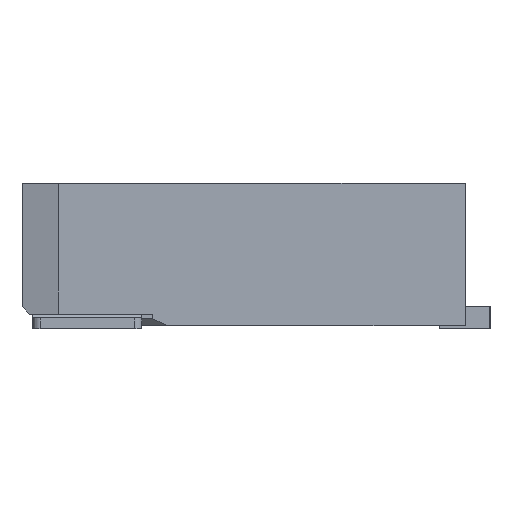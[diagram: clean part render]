
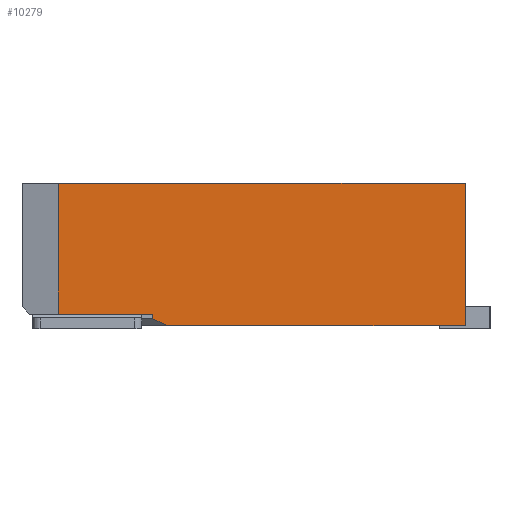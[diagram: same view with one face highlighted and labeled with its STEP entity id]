
A CAD part, left-side view. The second image highlights one B-rep face of the part: STEP entity #10279.
In plain terms, the highlighted planar face has unit normal (-1, 0, 0).
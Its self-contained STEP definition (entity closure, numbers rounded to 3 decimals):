
#49=DIRECTION('',(0.,-1.,0.));
#50=VECTOR('',#49,4.1);
#51=CARTESIAN_POINT('',(-10.875,-0.8,-0.98));
#52=LINE('',#51,#50);
#2451=DIRECTION('',(0.,0.,1.));
#2452=VECTOR('',#2451,1.96);
#2453=CARTESIAN_POINT('',(-10.875,-4.9,-0.98));
#2454=LINE('',#2453,#2452);
#2567=DIRECTION('',(0.,-1.,0.));
#2568=VECTOR('',#2567,1.3);
#2569=CARTESIAN_POINT('',(-10.875,0.7,-0.82));
#2570=LINE('',#2569,#2568);
#2571=DIRECTION('',(0.,0.,1.));
#2572=VECTOR('',#2571,1.8);
#2573=CARTESIAN_POINT('',(-10.875,0.7,-0.82));
#2574=LINE('',#2573,#2572);
#2575=DIRECTION('',(0.,-0.894,-0.447));
#2576=VECTOR('',#2575,0.224);
#2577=CARTESIAN_POINT('',(-10.875,-0.6,-0.88));
#2578=LINE('',#2577,#2576);
#2579=DIRECTION('',(0.,0.,-1.));
#2580=VECTOR('',#2579,0.06);
#2581=CARTESIAN_POINT('',(-10.875,-0.6,-0.82));
#2582=LINE('',#2581,#2580);
#2683=DIRECTION('',(0.,-1.,0.));
#2684=VECTOR('',#2683,5.6);
#2685=CARTESIAN_POINT('',(-10.875,0.7,0.98));
#2686=LINE('',#2685,#2684);
#5301=CARTESIAN_POINT('',(-10.875,0.7,0.98));
#5302=CARTESIAN_POINT('',(-10.875,-4.9,0.98));
#5303=VERTEX_POINT('',#5301);
#5304=VERTEX_POINT('',#5302);
#5313=CARTESIAN_POINT('',(-10.875,-4.9,-0.98));
#5314=VERTEX_POINT('',#5313);
#6237=CARTESIAN_POINT('',(-10.875,0.7,-0.82));
#6238=CARTESIAN_POINT('',(-10.875,-0.6,-0.82));
#6239=VERTEX_POINT('',#6237);
#6240=VERTEX_POINT('',#6238);
#6241=CARTESIAN_POINT('',(-10.875,-0.6,-0.88));
#6242=VERTEX_POINT('',#6241);
#6243=CARTESIAN_POINT('',(-10.875,-0.8,-0.98));
#6244=VERTEX_POINT('',#6243);
#10262=CARTESIAN_POINT('',(-10.875,0.7,-0.98));
#10263=DIRECTION('',(-1.,0.,0.));
#10264=DIRECTION('',(0.,-1.,0.));
#10265=AXIS2_PLACEMENT_3D('',#10262,#10263,#10264);
#10266=PLANE('',#10265);
#10268=ORIENTED_EDGE('',*,*,#10267,.F.);
#10270=ORIENTED_EDGE('',*,*,#10269,.T.);
#10272=ORIENTED_EDGE('',*,*,#10271,.T.);
#10273=ORIENTED_EDGE('',*,*,#10016,.F.);
#10274=ORIENTED_EDGE('',*,*,#6970,.F.);
#10275=ORIENTED_EDGE('',*,*,#8097,.F.);
#10276=ORIENTED_EDGE('',*,*,#8115,.F.);
#10277=EDGE_LOOP('',(#10268,#10270,#10272,#10273,#10274,#10275,#10276));
#10278=FACE_OUTER_BOUND('',#10277,.F.);
#10279=ADVANCED_FACE('',(#10278),#10266,.T.);
#6970=EDGE_CURVE('',#6244,#5314,#52,.T.);
#8097=EDGE_CURVE('',#6242,#6244,#2578,.T.);
#8115=EDGE_CURVE('',#6240,#6242,#2582,.T.);
#10016=EDGE_CURVE('',#5314,#5304,#2454,.T.);
#10267=EDGE_CURVE('',#6239,#6240,#2570,.T.);
#10269=EDGE_CURVE('',#6239,#5303,#2574,.T.);
#10271=EDGE_CURVE('',#5303,#5304,#2686,.T.);
